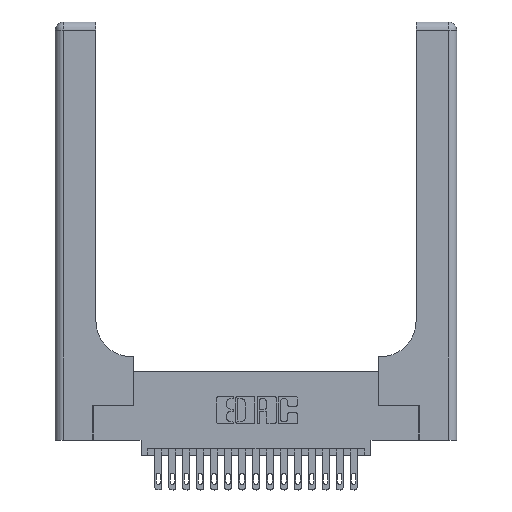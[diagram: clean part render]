
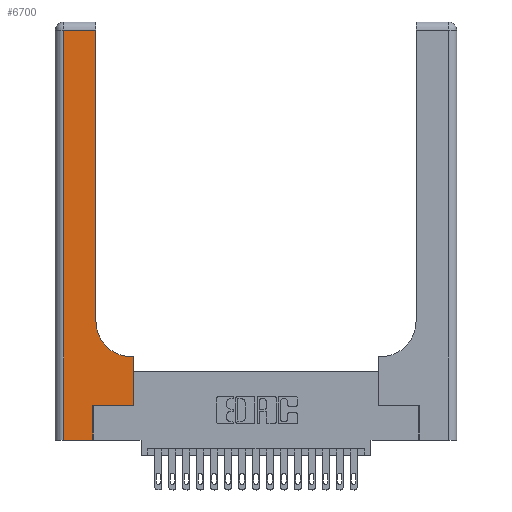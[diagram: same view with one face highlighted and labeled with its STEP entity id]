
A CAD part, top view. The second image highlights one B-rep face of the part: STEP entity #6700.
In plain terms, the highlighted planar face has unit normal (0, 0, 1).
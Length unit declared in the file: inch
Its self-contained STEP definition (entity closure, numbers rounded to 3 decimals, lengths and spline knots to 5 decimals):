
#194 = EDGE_CURVE ( 'NONE', #14222, #16531, #13912, .T. ) ;
#321 = DIRECTION ( 'NONE',  ( -1., 0., 0. ) ) ;
#739 = AXIS2_PLACEMENT_3D ( 'NONE', #6252, #7304, #17361 ) ;
#1122 = LINE ( 'NONE', #17284, #17622 ) ;
#1294 = EDGE_CURVE ( 'NONE', #15315, #19157, #8146, .T. ) ;
#1485 = LINE ( 'NONE', #3794, #3729 ) ;
#1539 = EDGE_CURVE ( 'NONE', #18190, #8293, #1122, .T. ) ;
#1540 = CARTESIAN_POINT ( 'NONE',  ( 0.5585, 0.6, 0.37 ) ) ;
#1604 = CARTESIAN_POINT ( 'NONE',  ( 0.06, 3., 0.37 ) ) ;
#1715 = ORIENTED_EDGE ( 'NONE', *, *, #1294, .T. ) ;
#2019 = ORIENTED_EDGE ( 'NONE', *, *, #1539, .T. ) ;
#2070 = CARTESIAN_POINT ( 'NONE',  ( 0.5585, 0.25, 0.37 ) ) ;
#2449 = ORIENTED_EDGE ( 'NONE', *, *, #11444, .T. ) ;
#3433 = VERTEX_POINT ( 'NONE', #13371 ) ;
#3626 = LINE ( 'NONE', #8055, #3859 ) ;
#3729 = VECTOR ( 'NONE', #14959, 39.37008 ) ;
#3794 = CARTESIAN_POINT ( 'NONE',  ( 0.5585, 0.25, 0.37 ) ) ;
#3859 = VECTOR ( 'NONE', #19207, 39.37008 ) ;
#3888 = DIRECTION ( 'NONE',  ( 1., 0., 0. ) ) ;
#4179 = CARTESIAN_POINT ( 'NONE',  ( 0.5415, 0.85, 0.37 ) ) ;
#4250 = LINE ( 'NONE', #8667, #14478 ) ;
#4400 = FACE_OUTER_BOUND ( 'NONE', #6876, .T. ) ;
#4708 = DIRECTION ( 'NONE',  ( -1., 0., 0. ) ) ;
#4878 = EDGE_CURVE ( 'NONE', #8293, #3433, #18494, .T. ) ;
#6252 = CARTESIAN_POINT ( 'NONE',  ( 0., 3., 0.37 ) ) ;
#6626 = LINE ( 'NONE', #13040, #19126 ) ;
#6677 = DIRECTION ( 'NONE',  ( 1., 0., 0. ) ) ;
#6700 = ADVANCED_FACE ( 'NONE', ( #4400 ), #18896, .F. ) ;
#6876 = EDGE_LOOP ( 'NONE', ( #19863, #17674, #10266, #15181, #13423, #1715, #2449, #2019, #17559 ) ) ;
#7038 = EDGE_CURVE ( 'NONE', #16531, #12993, #6626, .T. ) ;
#7261 = EDGE_CURVE ( 'NONE', #12993, #15315, #19858, .T. ) ;
#7304 = DIRECTION ( 'NONE',  ( 0., 0., -1. ) ) ;
#7448 = DIRECTION ( 'NONE',  ( 1., 0., 0. ) ) ;
#8055 = CARTESIAN_POINT ( 'NONE',  ( 0.2915, 3., 0.37 ) ) ;
#8146 = LINE ( 'NONE', #8351, #17901 ) ;
#8293 = VERTEX_POINT ( 'NONE', #18366 ) ;
#8351 = CARTESIAN_POINT ( 'NONE',  ( 0.269, 0.25, 0.37 ) ) ;
#8667 = CARTESIAN_POINT ( 'NONE',  ( 0., 2.94, 0.37 ) ) ;
#8686 = CARTESIAN_POINT ( 'NONE',  ( 0.269, 0.25, 0.37 ) ) ;
#8730 = CARTESIAN_POINT ( 'NONE',  ( 0.06, 2.94, 0.37 ) ) ;
#9416 = DIRECTION ( 'NONE',  ( 0., 1., 0. ) ) ;
#10165 = CARTESIAN_POINT ( 'NONE',  ( 0.269, 0., 0.37 ) ) ;
#10199 = AXIS2_PLACEMENT_3D ( 'NONE', #4179, #18639, #7448 ) ;
#10266 = ORIENTED_EDGE ( 'NONE', *, *, #194, .T. ) ;
#11154 = DIRECTION ( 'NONE',  ( 0., -1., 0. ) ) ;
#11444 = EDGE_CURVE ( 'NONE', #19157, #18190, #1485, .T. ) ;
#12993 = VERTEX_POINT ( 'NONE', #10165 ) ;
#13040 = CARTESIAN_POINT ( 'NONE',  ( 0., 0., 0.37 ) ) ;
#13371 = CARTESIAN_POINT ( 'NONE',  ( 0.2915, 0.85, 0.37 ) ) ;
#13423 = ORIENTED_EDGE ( 'NONE', *, *, #7261, .T. ) ;
#13912 = LINE ( 'NONE', #1604, #17189 ) ;
#14222 = VERTEX_POINT ( 'NONE', #8730 ) ;
#14478 = VECTOR ( 'NONE', #321, 39.37008 ) ;
#14959 = DIRECTION ( 'NONE',  ( 0., 1., 0. ) ) ;
#15138 = EDGE_CURVE ( 'NONE', #3433, #19193, #3626, .T. ) ;
#15181 = ORIENTED_EDGE ( 'NONE', *, *, #7038, .T. ) ;
#15315 = VERTEX_POINT ( 'NONE', #8686 ) ;
#15611 = VECTOR ( 'NONE', #9416, 39.37008 ) ;
#16125 = CARTESIAN_POINT ( 'NONE',  ( 0.06, 0., 0.37 ) ) ;
#16531 = VERTEX_POINT ( 'NONE', #16125 ) ;
#17189 = VECTOR ( 'NONE', #11154, 39.37008 ) ;
#17284 = CARTESIAN_POINT ( 'NONE',  ( 0.2915, 0.6, 0.37 ) ) ;
#17361 = DIRECTION ( 'NONE',  ( -1., 0., 0. ) ) ;
#17559 = ORIENTED_EDGE ( 'NONE', *, *, #4878, .T. ) ;
#17622 = VECTOR ( 'NONE', #4708, 39.37008 ) ;
#17674 = ORIENTED_EDGE ( 'NONE', *, *, #18413, .T. ) ;
#17901 = VECTOR ( 'NONE', #3888, 39.37008 ) ;
#18190 = VERTEX_POINT ( 'NONE', #1540 ) ;
#18366 = CARTESIAN_POINT ( 'NONE',  ( 0.5415, 0.6, 0.37 ) ) ;
#18413 = EDGE_CURVE ( 'NONE', #19193, #14222, #4250, .T. ) ;
#18494 = CIRCLE ( 'NONE', #10199, 0.25 ) ;
#18639 = DIRECTION ( 'NONE',  ( 0., 0., -1. ) ) ;
#18896 = PLANE ( 'NONE',  #739 ) ;
#19126 = VECTOR ( 'NONE', #6677, 39.37008 ) ;
#19157 = VERTEX_POINT ( 'NONE', #2070 ) ;
#19193 = VERTEX_POINT ( 'NONE', #19716 ) ;
#19207 = DIRECTION ( 'NONE',  ( 0., 1., 0. ) ) ;
#19716 = CARTESIAN_POINT ( 'NONE',  ( 0.2915, 2.94, 0.37 ) ) ;
#19858 = LINE ( 'NONE', #20418, #15611 ) ;
#19863 = ORIENTED_EDGE ( 'NONE', *, *, #15138, .T. ) ;
#20418 = CARTESIAN_POINT ( 'NONE',  ( 0.269, 0., 0.37 ) ) ;
